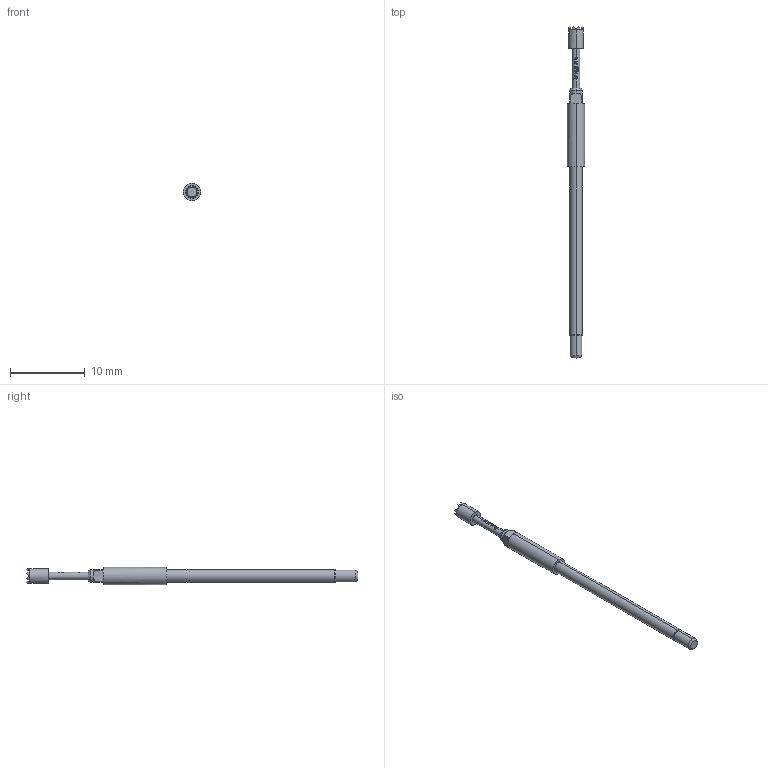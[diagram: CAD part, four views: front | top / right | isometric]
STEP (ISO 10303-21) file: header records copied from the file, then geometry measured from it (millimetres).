
FILE_DESCRIPTION (( 'STEP AP203' ), '1' );
FILE_NAME ('INGUN_GKS-112_306_200_A_xx10_M.STEP', '2022-01-19T14:38:43', ( 'ochi' ), ( '' ), 'SwSTEP 2.0', 'SolidWorks 2018', '' );
FILE_SCHEMA (( 'CONFIG_CONTROL_DESIGN' ));
Length unit declared in the file: millimetre
Products named in the file (1): INGUN_GKS-112_306_200_A_xx10_M
Bounding box: 2.3 x 44.3 x 2.3 mm (x, y, z)
Volume: 107 mm3; surface area: 253 mm2
Topology: 1 solids, 1 shells, 183 faces, 458 edges, 281 vertices
Faces by surface type: plane 108, cylinder 31, bspline 22, cone 20, torus 2
Entity records: 5745 total; most frequent: CARTESIAN_POINT 1639, ORIENTED_EDGE 916, DIRECTION 758, EDGE_CURVE 458, AXIS2_PLACEMENT_3D 288, VERTEX_POINT 281, EDGE_LOOP 187, FACE_OUTER_BOUND 183
